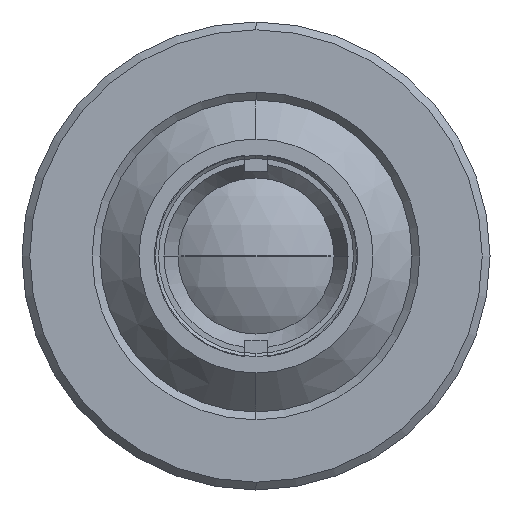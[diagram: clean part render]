
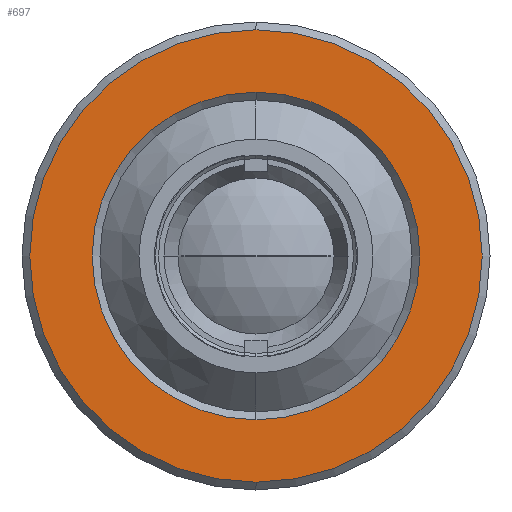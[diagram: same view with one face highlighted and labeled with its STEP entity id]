
A CAD part, left-side view. The second image highlights one B-rep face of the part: STEP entity #697.
In plain terms, the highlighted planar face has unit normal (-1, 0, 0).
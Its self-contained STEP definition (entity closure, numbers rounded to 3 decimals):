
#82 = CIRCLE ( 'NONE', #1463, 14.5 ) ;
#136 = DIRECTION ( 'NONE',  ( 0., 0., -1. ) ) ;
#187 = ORIENTED_EDGE ( 'NONE', *, *, #677, .T. ) ;
#255 = CARTESIAN_POINT ( 'NONE',  ( 165.298, 0., 0. ) ) ;
#340 = CIRCLE ( 'NONE', #1356, 14.5 ) ;
#457 = DIRECTION ( 'NONE',  ( -1., 0., 0. ) ) ;
#482 = PLANE ( 'NONE',  #1845 ) ;
#491 = CARTESIAN_POINT ( 'NONE',  ( 165.298, 11., 0. ) ) ;
#501 = DIRECTION ( 'NONE',  ( 0., 0., -1. ) ) ;
#538 = DIRECTION ( 'NONE',  ( 0., 0., -1. ) ) ;
#555 = ORIENTED_EDGE ( 'NONE', *, *, #942, .T. ) ;
#590 = CIRCLE ( 'NONE', #1972, 10.5 ) ;
#651 = EDGE_LOOP ( 'NONE', ( #555, #187 ) ) ;
#677 = EDGE_CURVE ( 'NONE', #1624, #1949, #340, .T. ) ;
#697 = ADVANCED_FACE ( 'NONE', ( #1126, #1240 ), #482, .F. ) ;
#726 = ORIENTED_EDGE ( 'NONE', *, *, #786, .T. ) ;
#786 = EDGE_CURVE ( 'NONE', #1319, #1572, #1746, .T. ) ;
#942 = EDGE_CURVE ( 'NONE', #1949, #1624, #82, .T. ) ;
#1005 = CARTESIAN_POINT ( 'NONE',  ( 165.298, 0., 10.5 ) ) ;
#1048 = CARTESIAN_POINT ( 'NONE',  ( 165.298, 0., 0. ) ) ;
#1088 = DIRECTION ( 'NONE',  ( 1., 0., 0. ) ) ;
#1098 = DIRECTION ( 'NONE',  ( 0., 0., -1. ) ) ;
#1116 = EDGE_CURVE ( 'NONE', #1572, #1319, #590, .T. ) ;
#1126 = FACE_BOUND ( 'NONE', #1449, .T. ) ;
#1137 = CARTESIAN_POINT ( 'NONE',  ( 165.298, 0., 0. ) ) ;
#1143 = DIRECTION ( 'NONE',  ( 1., 0., 0. ) ) ;
#1217 = CARTESIAN_POINT ( 'NONE',  ( 165.298, 0., -10.5 ) ) ;
#1240 = FACE_OUTER_BOUND ( 'NONE', #651, .T. ) ;
#1249 = DIRECTION ( 'NONE',  ( -1., 0., 0. ) ) ;
#1319 = VERTEX_POINT ( 'NONE', #1217 ) ;
#1356 = AXIS2_PLACEMENT_3D ( 'NONE', #1417, #1249, #501 ) ;
#1374 = ORIENTED_EDGE ( 'NONE', *, *, #1116, .T. ) ;
#1417 = CARTESIAN_POINT ( 'NONE',  ( 165.298, 0., 0. ) ) ;
#1429 = AXIS2_PLACEMENT_3D ( 'NONE', #255, #1143, #1482 ) ;
#1449 = EDGE_LOOP ( 'NONE', ( #1374, #726 ) ) ;
#1463 = AXIS2_PLACEMENT_3D ( 'NONE', #1048, #457, #136 ) ;
#1482 = DIRECTION ( 'NONE',  ( 0., 0., -1. ) ) ;
#1572 = VERTEX_POINT ( 'NONE', #1005 ) ;
#1624 = VERTEX_POINT ( 'NONE', #1811 ) ;
#1746 = CIRCLE ( 'NONE', #1429, 10.5 ) ;
#1767 = CARTESIAN_POINT ( 'NONE',  ( 165.298, 0., -14.5 ) ) ;
#1811 = CARTESIAN_POINT ( 'NONE',  ( 165.298, 0., 14.5 ) ) ;
#1845 = AXIS2_PLACEMENT_3D ( 'NONE', #491, #1088, #1098 ) ;
#1919 = DIRECTION ( 'NONE',  ( 1., 0., 0. ) ) ;
#1949 = VERTEX_POINT ( 'NONE', #1767 ) ;
#1972 = AXIS2_PLACEMENT_3D ( 'NONE', #1137, #1919, #538 ) ;
